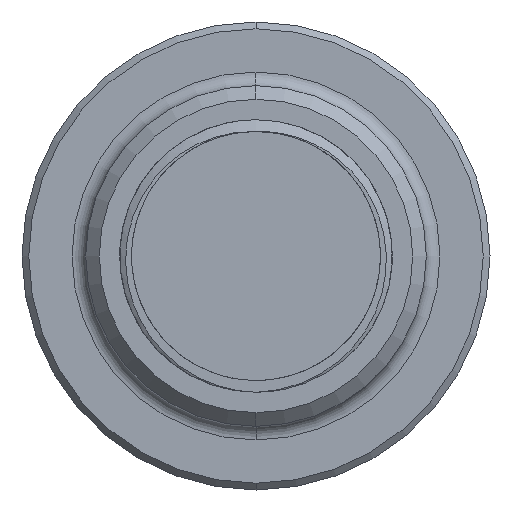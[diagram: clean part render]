
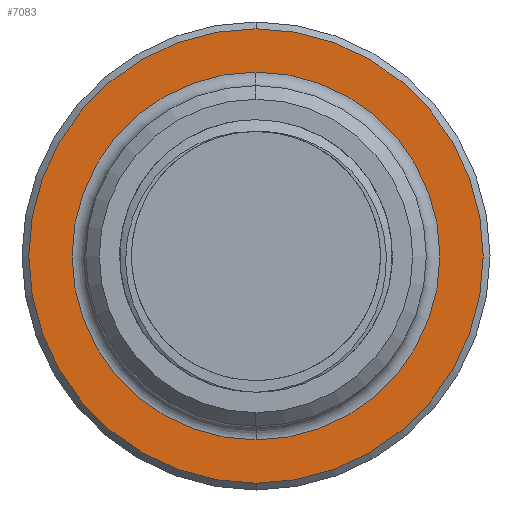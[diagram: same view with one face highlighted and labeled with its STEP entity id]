
A CAD part, left-side view. The second image highlights one B-rep face of the part: STEP entity #7083.
In plain terms, the highlighted planar face has unit normal (-1, 0, 0).
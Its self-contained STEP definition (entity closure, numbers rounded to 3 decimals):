
#2752=CARTESIAN_POINT('',(548.,0.,0.));
#2753=DIRECTION('',(-1.,0.,0.));
#2754=DIRECTION('',(0.,0.,-1.));
#2755=AXIS2_PLACEMENT_3D('',#2752,#2753,#2754);
#2757=CARTESIAN_POINT('',(548.,0.,0.));
#2758=DIRECTION('',(-1.,0.,0.));
#2759=DIRECTION('',(0.,0.,1.));
#2760=AXIS2_PLACEMENT_3D('',#2757,#2758,#2759);
#2762=CARTESIAN_POINT('',(548.,0.,0.));
#2763=DIRECTION('',(1.,0.,0.));
#2764=DIRECTION('',(0.,0.,-1.));
#2765=AXIS2_PLACEMENT_3D('',#2762,#2763,#2764);
#2767=CARTESIAN_POINT('',(548.,0.,0.));
#2768=DIRECTION('',(1.,0.,0.));
#2769=DIRECTION('',(0.,0.,1.));
#2770=AXIS2_PLACEMENT_3D('',#2767,#2768,#2769);
#2986=CARTESIAN_POINT('',(548.,0.,-16.675));
#2987=CARTESIAN_POINT('',(548.,0.,16.675));
#2988=VERTEX_POINT('',#2986);
#2989=VERTEX_POINT('',#2987);
#3014=CARTESIAN_POINT('',(548.,0.,-13.5));
#3015=CARTESIAN_POINT('',(548.,0.,13.5));
#3016=VERTEX_POINT('',#3014);
#3017=VERTEX_POINT('',#3015);
#7068=CARTESIAN_POINT('',(548.,0.,0.));
#7069=DIRECTION('',(1.,0.,0.));
#7070=DIRECTION('',(0.,0.,1.));
#7071=AXIS2_PLACEMENT_3D('',#7068,#7069,#7070);
#7072=PLANE('',#7071);
#7074=ORIENTED_EDGE('',*,*,#7073,.F.);
#7076=ORIENTED_EDGE('',*,*,#7075,.F.);
#7077=EDGE_LOOP('',(#7074,#7076));
#7078=FACE_OUTER_BOUND('',#7077,.F.);
#7079=ORIENTED_EDGE('',*,*,#7035,.F.);
#7080=ORIENTED_EDGE('',*,*,#7050,.F.);
#7081=EDGE_LOOP('',(#7079,#7080));
#7082=FACE_BOUND('',#7081,.F.);
#7083=ADVANCED_FACE('',(#7078,#7082),#7072,.F.);
#2756=CIRCLE('',#2755,16.675);
#2761=CIRCLE('',#2760,16.675);
#2766=CIRCLE('',#2765,13.5);
#2771=CIRCLE('',#2770,13.5);
#7035=EDGE_CURVE('',#3016,#3017,#2766,.T.);
#7050=EDGE_CURVE('',#3017,#3016,#2771,.T.);
#7073=EDGE_CURVE('',#2988,#2989,#2756,.T.);
#7075=EDGE_CURVE('',#2989,#2988,#2761,.T.);
